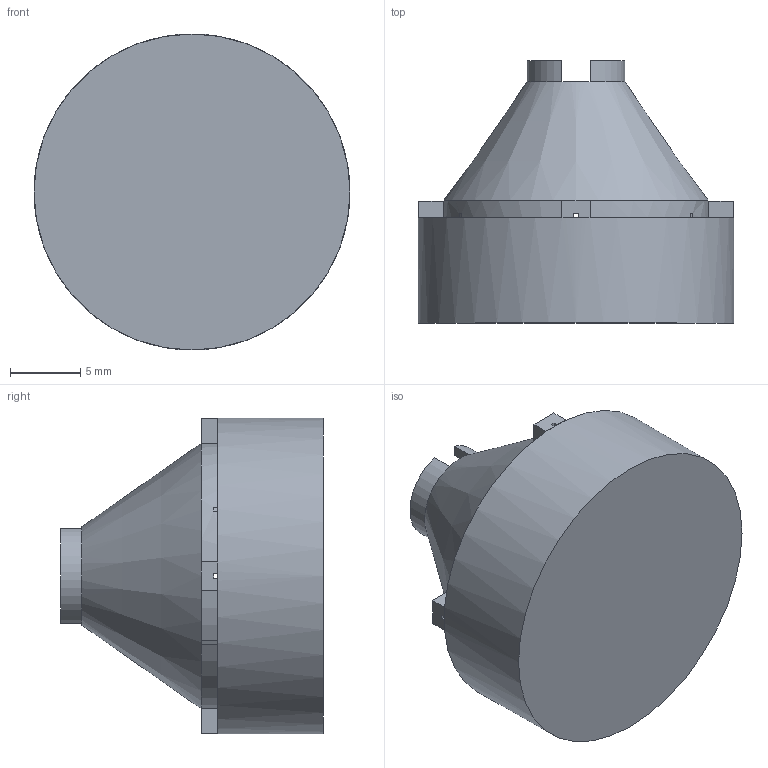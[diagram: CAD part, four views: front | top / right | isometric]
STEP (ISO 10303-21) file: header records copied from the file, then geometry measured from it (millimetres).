
FILE_DESCRIPTION(/* description */ (''),/* implementation_level */ '2;1');
FILE_NAME(/* name */ 'multi_drillable_boat_4hole v1.step',/* time_stamp */ '2024-12-10T15:51:23-05:00',/* author */ (''),/* organization */ (''),/* preprocessor_version */ 'ST-DEVELOPER v20',/* originating_system */ 'Autodesk Translation Framework v13.20.0.188',/* authorisation */ '');
FILE_SCHEMA (('AUTOMOTIVE_DESIGN { 1 0 10303 214 3 1 1 }'));
Length unit declared in the file: millimetre
Products named in the file (1): multi_drillable_boat_4hole
Bounding box: 22.5 x 18.7 x 22.5 mm (x, y, z)
Volume: 3313.6 mm3; surface area: 2310.3 mm2
Topology: 1 solids, 1 shells, 77 faces, 227 edges, 143 vertices
Faces by surface type: plane 60, cylinder 15, cone 2
Full cylindrical faces by diameter (mm): 22.5 x1
Entity records: 2596 total; most frequent: ORIENTED_EDGE 454, CARTESIAN_POINT 454, DIRECTION 445, EDGE_CURVE 227, LINE 159, VECTOR 159, VERTEX_POINT 143, AXIS2_PLACEMENT_3D 143
